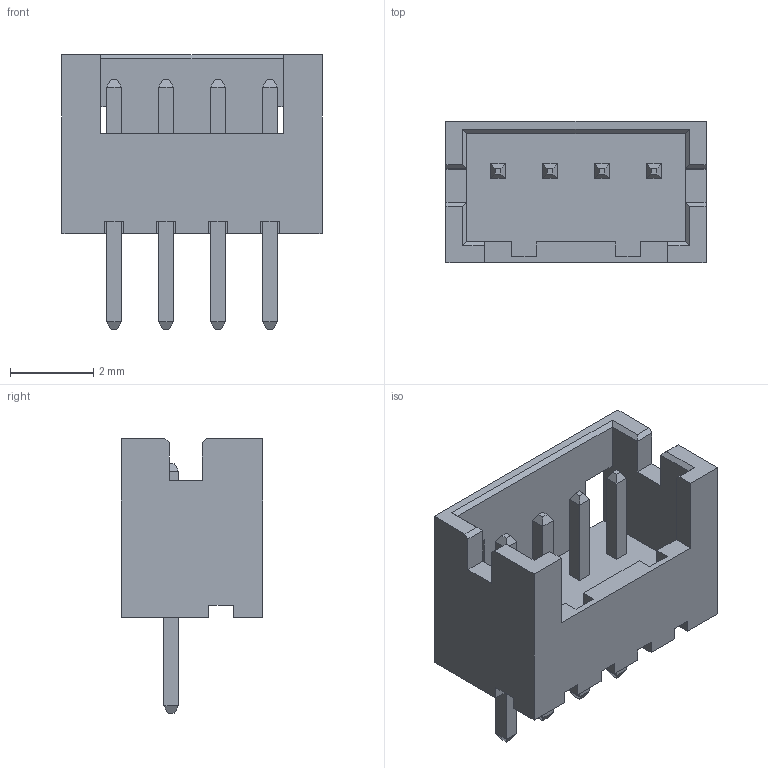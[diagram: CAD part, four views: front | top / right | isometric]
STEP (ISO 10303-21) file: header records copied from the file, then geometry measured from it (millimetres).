
FILE_DESCRIPTION(('STEP AP242'),'1');
FILE_NAME('m30-6100446.stp','2023-09-21T10:44:16',('TraceParts'),('TraceParts S.A.'),'Spatial InterOp 3D',' ',' ');
FILE_SCHEMA(('AP242_MANAGED_MODEL_BASED_3D_ENGINEERING_MIM_LF {1 0 10303 442 1 1 4}'));
Length unit declared in the file: millimetre
Products named in the file (1): m30-6100446_1
Bounding box: 6.25 x 3.4 x 6.6 mm (x, y, z)
Volume: 42.6 mm3; surface area: 197.2 mm2
Topology: 5 solids, 5 shells, 141 faces, 359 edges, 226 vertices
Faces by surface type: plane 141
Entity records: 4209 total; most frequent: CARTESIAN_POINT 731, ORIENTED_EDGE 718, DIRECTION 651, EDGE_CURVE 359, LINE 359, VECTOR 359, VERTEX_POINT 226, EDGE_LOOP 151
